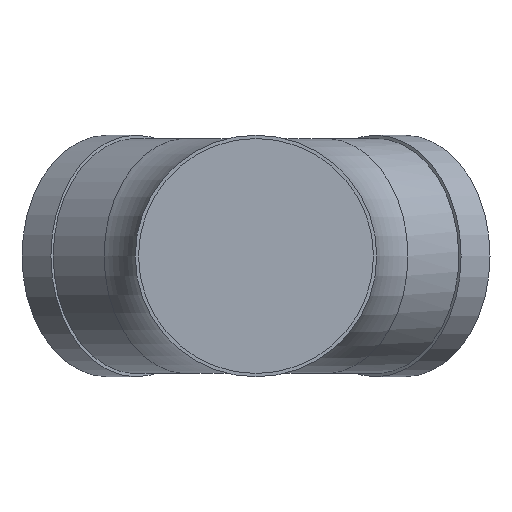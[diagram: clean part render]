
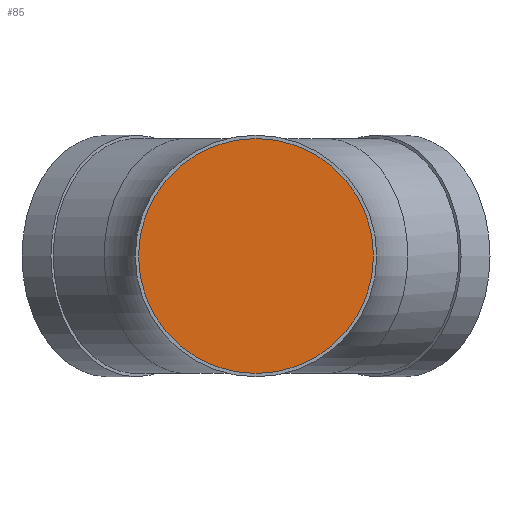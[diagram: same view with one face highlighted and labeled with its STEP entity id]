
A CAD part, front view. The second image highlights one B-rep face of the part: STEP entity #85.
In plain terms, the highlighted planar face has unit normal (0, -1, 0).
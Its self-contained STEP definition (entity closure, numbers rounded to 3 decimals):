
#85 = ADVANCED_FACE( '', ( #177 ), #178, .T. );
#177 = FACE_OUTER_BOUND( '', #281, .T. );
#178 = PLANE( '', #282 );
#281 = EDGE_LOOP( '', ( #391 ) );
#282 = AXIS2_PLACEMENT_3D( '', #392, #393, #394 );
#391 = ORIENTED_EDGE( '', *, *, #519, .T. );
#392 = CARTESIAN_POINT( '', ( 0., 40., 0. ) );
#393 = DIRECTION( '', ( 0., -1., 0. ) );
#394 = DIRECTION( '', ( 0., 0., -1. ) );
#519 = EDGE_CURVE( '', #584, #584, #585, .T. );
#584 = VERTEX_POINT( '', #662 );
#585 = CIRCLE( '', #663, 125. );
#662 = CARTESIAN_POINT( '', ( 0., 40., -125. ) );
#663 = AXIS2_PLACEMENT_3D( '', #887, #888, #889 );
#887 = CARTESIAN_POINT( '', ( 0., 40., 0. ) );
#888 = DIRECTION( '', ( 0., -1., 0. ) );
#889 = DIRECTION( '', ( 0., 0., -1. ) );
